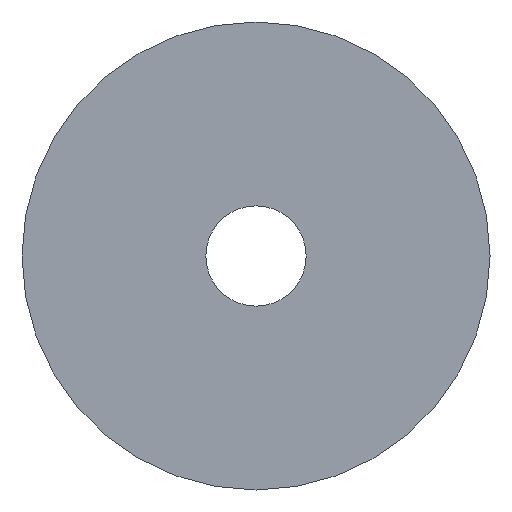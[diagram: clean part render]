
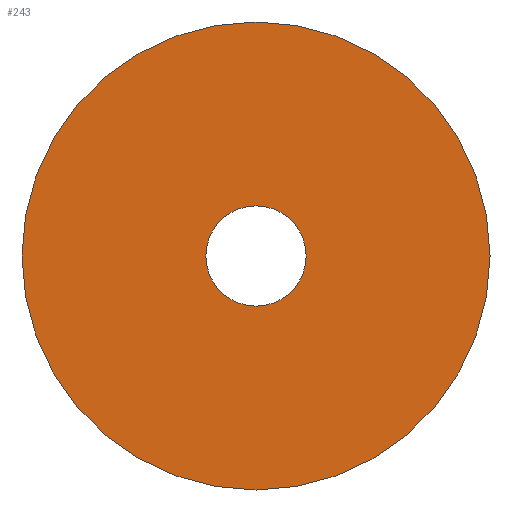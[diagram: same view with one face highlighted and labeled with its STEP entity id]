
A CAD part, front view. The second image highlights one B-rep face of the part: STEP entity #243.
In plain terms, the highlighted planar face has unit normal (0, -1, 0).
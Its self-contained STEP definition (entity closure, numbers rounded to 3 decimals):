
#6 = EDGE_CURVE ( 'NONE', #284, #93, #283, .T. ) ;
#7 = PLANE ( 'NONE',  #300 ) ;
#11 = EDGE_LOOP ( 'NONE', ( #207, #13 ) ) ;
#13 = ORIENTED_EDGE ( 'NONE', *, *, #189, .T. ) ;
#14 = CARTESIAN_POINT ( 'NONE',  ( 0., 0., -7. ) ) ;
#16 = CARTESIAN_POINT ( 'NONE',  ( 0., 0., 0. ) ) ;
#30 = DIRECTION ( 'NONE',  ( 0., 1., 0. ) ) ;
#42 = VERTEX_POINT ( 'NONE', #268 ) ;
#50 = ORIENTED_EDGE ( 'NONE', *, *, #296, .F. ) ;
#52 = DIRECTION ( 'NONE',  ( 0., 1., 0. ) ) ;
#53 = CARTESIAN_POINT ( 'NONE',  ( 0., 0., 0. ) ) ;
#86 = DIRECTION ( 'NONE',  ( 0., 0., 1. ) ) ;
#88 = CIRCLE ( 'NONE', #124, 1.5 ) ;
#89 = CARTESIAN_POINT ( 'NONE',  ( 0., 0., 0. ) ) ;
#93 = VERTEX_POINT ( 'NONE', #239 ) ;
#102 = EDGE_LOOP ( 'NONE', ( #158, #50 ) ) ;
#107 = CIRCLE ( 'NONE', #224, 7. ) ;
#112 = FACE_OUTER_BOUND ( 'NONE', #102, .T. ) ;
#115 = DIRECTION ( 'NONE',  ( 0., 0., 1. ) ) ;
#119 = CARTESIAN_POINT ( 'NONE',  ( 0., 0., 0. ) ) ;
#124 = AXIS2_PLACEMENT_3D ( 'NONE', #280, #279, #86 ) ;
#155 = DIRECTION ( 'NONE',  ( 0., 1., 0. ) ) ;
#158 = ORIENTED_EDGE ( 'NONE', *, *, #6, .F. ) ;
#161 = DIRECTION ( 'NONE',  ( 0., 0., 1. ) ) ;
#178 = DIRECTION ( 'NONE',  ( 0., 0., 1. ) ) ;
#189 = EDGE_CURVE ( 'NONE', #42, #200, #88, .T. ) ;
#194 = AXIS2_PLACEMENT_3D ( 'NONE', #53, #52, #161 ) ;
#196 = DIRECTION ( 'NONE',  ( 0., 0., 1. ) ) ;
#198 = EDGE_CURVE ( 'NONE', #200, #42, #231, .T. ) ;
#200 = VERTEX_POINT ( 'NONE', #273 ) ;
#207 = ORIENTED_EDGE ( 'NONE', *, *, #198, .T. ) ;
#208 = AXIS2_PLACEMENT_3D ( 'NONE', #89, #30, #196 ) ;
#224 = AXIS2_PLACEMENT_3D ( 'NONE', #16, #155, #178 ) ;
#231 = CIRCLE ( 'NONE', #208, 1.5 ) ;
#239 = CARTESIAN_POINT ( 'NONE',  ( 0., 0., 7. ) ) ;
#243 = ADVANCED_FACE ( 'NONE', ( #112, #251 ), #7, .F. ) ;
#247 = DIRECTION ( 'NONE',  ( 0., 1., 0. ) ) ;
#251 = FACE_BOUND ( 'NONE', #11, .T. ) ;
#268 = CARTESIAN_POINT ( 'NONE',  ( 0., 0., 1.5 ) ) ;
#273 = CARTESIAN_POINT ( 'NONE',  ( 0., 0., -1.5 ) ) ;
#279 = DIRECTION ( 'NONE',  ( 0., 1., 0. ) ) ;
#280 = CARTESIAN_POINT ( 'NONE',  ( 0., 0., 0. ) ) ;
#283 = CIRCLE ( 'NONE', #194, 7. ) ;
#284 = VERTEX_POINT ( 'NONE', #14 ) ;
#296 = EDGE_CURVE ( 'NONE', #93, #284, #107, .T. ) ;
#300 = AXIS2_PLACEMENT_3D ( 'NONE', #119, #247, #115 ) ;
